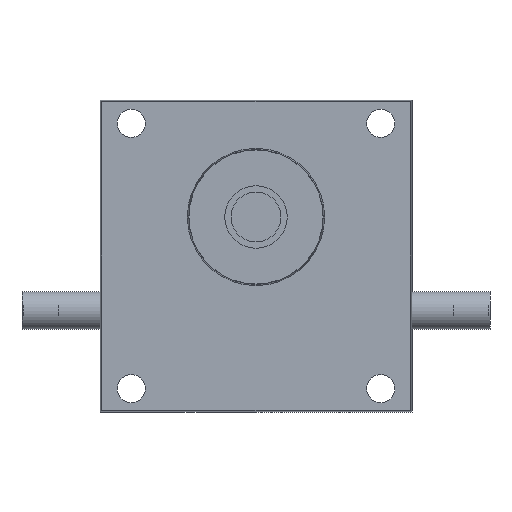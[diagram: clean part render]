
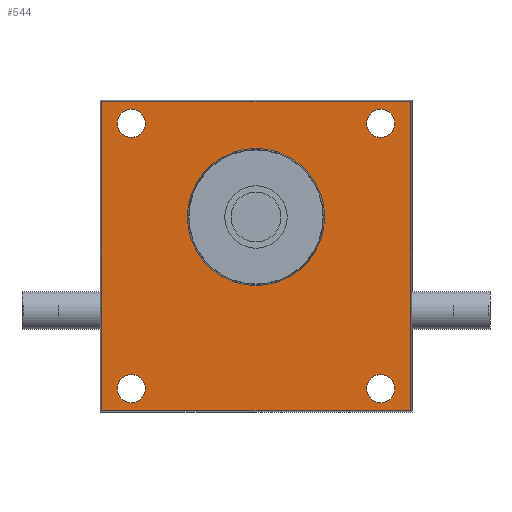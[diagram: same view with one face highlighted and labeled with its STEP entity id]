
A CAD part, front view. The second image highlights one B-rep face of the part: STEP entity #544.
In plain terms, the highlighted planar face has unit normal (0, -1, 0).
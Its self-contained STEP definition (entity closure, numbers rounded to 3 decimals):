
#544 = ADVANCED_FACE( '', ( #1070, #1071, #1072, #1073, #1074, #1075 ), #1076, .F. );
#1070 = FACE_BOUND( '', #1573, .T. );
#1071 = FACE_BOUND( '', #1574, .T. );
#1072 = FACE_BOUND( '', #1575, .T. );
#1073 = FACE_BOUND( '', #1576, .T. );
#1074 = FACE_BOUND( '', #1577, .T. );
#1075 = FACE_OUTER_BOUND( '', #1578, .T. );
#1076 = PLANE( '', #1579 );
#1573 = EDGE_LOOP( '', ( #2781 ) );
#1574 = EDGE_LOOP( '', ( #2782 ) );
#1575 = EDGE_LOOP( '', ( #2783 ) );
#1576 = EDGE_LOOP( '', ( #2784 ) );
#1577 = EDGE_LOOP( '', ( #2785 ) );
#1578 = EDGE_LOOP( '', ( #2786, #2787, #2788, #2789 ) );
#1579 = AXIS2_PLACEMENT_3D( '', #2790, #2791, #2792 );
#2781 = ORIENTED_EDGE( '', *, *, #3098, .F. );
#2782 = ORIENTED_EDGE( '', *, *, #3259, .F. );
#2783 = ORIENTED_EDGE( '', *, *, #3346, .F. );
#2784 = ORIENTED_EDGE( '', *, *, #3263, .F. );
#2785 = ORIENTED_EDGE( '', *, *, #3302, .F. );
#2786 = ORIENTED_EDGE( '', *, *, #2964, .T. );
#2787 = ORIENTED_EDGE( '', *, *, #3108, .F. );
#2788 = ORIENTED_EDGE( '', *, *, #3273, .F. );
#2789 = ORIENTED_EDGE( '', *, *, #3323, .T. );
#2790 = CARTESIAN_POINT( '', ( -49.5, -35., 67.5 ) );
#2791 = DIRECTION( '', ( 0., 1., 0. ) );
#2792 = DIRECTION( '', ( -1., 0., 0. ) );
#2964 = EDGE_CURVE( '', #3521, #3519, #3522, .T. );
#3098 = EDGE_CURVE( '', #3743, #3743, #3744, .F. );
#3108 = EDGE_CURVE( '', #3756, #3519, #3758, .T. );
#3259 = EDGE_CURVE( '', #3970, #3970, #3971, .F. );
#3263 = EDGE_CURVE( '', #3975, #3975, #3976, .F. );
#3273 = EDGE_CURVE( '', #3986, #3756, #3988, .T. );
#3302 = EDGE_CURVE( '', #4018, #4018, #4019, .F. );
#3323 = EDGE_CURVE( '', #3986, #3521, #4046, .T. );
#3346 = EDGE_CURVE( '', #4069, #4069, #4070, .F. );
#3519 = VERTEX_POINT( '', #4348 );
#3521 = VERTEX_POINT( '', #4351 );
#3522 = LINE( '', #4352, #4353 );
#3743 = VERTEX_POINT( '', #4652 );
#3744 = CIRCLE( '', #4653, 4.5 );
#3756 = VERTEX_POINT( '', #4670 );
#3758 = LINE( '', #4673, #4674 );
#3970 = VERTEX_POINT( '', #4964 );
#3971 = CIRCLE( '', #4965, 4.5 );
#3975 = VERTEX_POINT( '', #4970 );
#3976 = CIRCLE( '', #4971, 4.5 );
#3986 = VERTEX_POINT( '', #4985 );
#3988 = LINE( '', #4988, #4989 );
#4018 = VERTEX_POINT( '', #5030 );
#4019 = CIRCLE( '', #5031, 22. );
#4046 = LINE( '', #5062, #5063 );
#4069 = VERTEX_POINT( '', #5091 );
#4070 = CIRCLE( '', #5092, 4.5 );
#4348 = CARTESIAN_POINT( '', ( -49.5, -35., -32. ) );
#4351 = CARTESIAN_POINT( '', ( -49.5, -35., 67. ) );
#4352 = CARTESIAN_POINT( '', ( -49.5, -35., 67.5 ) );
#4353 = VECTOR( '', #5223, 1000. );
#4652 = CARTESIAN_POINT( '', ( -44.5, -35., 60. ) );
#4653 = AXIS2_PLACEMENT_3D( '', #5380, #5381, #5382 );
#4670 = CARTESIAN_POINT( '', ( 49.5, -35., -32. ) );
#4673 = CARTESIAN_POINT( '', ( 70., -35., -32. ) );
#4674 = VECTOR( '', #5389, 1000. );
#4964 = CARTESIAN_POINT( '', ( 35.5, -35., 60. ) );
#4965 = AXIS2_PLACEMENT_3D( '', #5573, #5574, #5575 );
#4970 = CARTESIAN_POINT( '', ( 35.5, -35., -25. ) );
#4971 = AXIS2_PLACEMENT_3D( '', #5577, #5578, #5579 );
#4985 = CARTESIAN_POINT( '', ( 49.5, -35., 67. ) );
#4988 = CARTESIAN_POINT( '', ( 49.5, -35., 67.5 ) );
#4989 = VECTOR( '', #5585, 1000. );
#5030 = CARTESIAN_POINT( '', ( -22., -35., 30. ) );
#5031 = AXIS2_PLACEMENT_3D( '', #5603, #5604, #5605 );
#5062 = CARTESIAN_POINT( '', ( 70., -35., 67. ) );
#5063 = VECTOR( '', #5628, 1000. );
#5091 = CARTESIAN_POINT( '', ( -44.5, -35., -25. ) );
#5092 = AXIS2_PLACEMENT_3D( '', #5637, #5638, #5639 );
#5223 = DIRECTION( '', ( 0., 0., -1. ) );
#5380 = CARTESIAN_POINT( '', ( -40., -35., 60. ) );
#5381 = DIRECTION( '', ( 0., 1., 0. ) );
#5382 = DIRECTION( '', ( -1., 0., 0. ) );
#5389 = DIRECTION( '', ( -1., 0., 0. ) );
#5573 = CARTESIAN_POINT( '', ( 40., -35., 60. ) );
#5574 = DIRECTION( '', ( 0., 1., 0. ) );
#5575 = DIRECTION( '', ( -1., 0., 0. ) );
#5577 = CARTESIAN_POINT( '', ( 40., -35., -25. ) );
#5578 = DIRECTION( '', ( 0., 1., 0. ) );
#5579 = DIRECTION( '', ( -1., 0., 0. ) );
#5585 = DIRECTION( '', ( 0., 0., -1. ) );
#5603 = CARTESIAN_POINT( '', ( 0., -35., 30. ) );
#5604 = DIRECTION( '', ( 0., 1., 0. ) );
#5605 = DIRECTION( '', ( -1., 0., 0. ) );
#5628 = DIRECTION( '', ( -1., 0., 0. ) );
#5637 = CARTESIAN_POINT( '', ( -40., -35., -25. ) );
#5638 = DIRECTION( '', ( 0., 1., 0. ) );
#5639 = DIRECTION( '', ( -1., 0., 0. ) );
